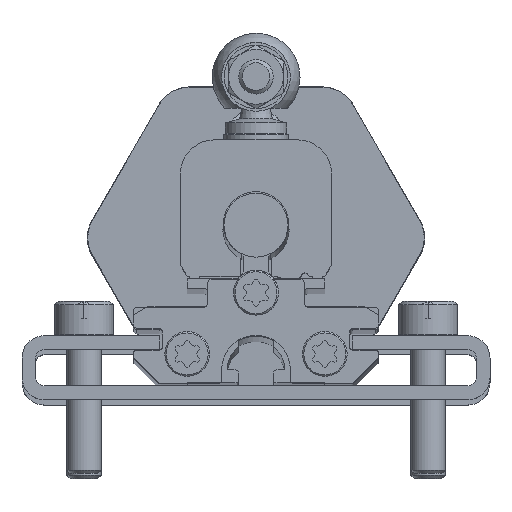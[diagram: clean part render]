
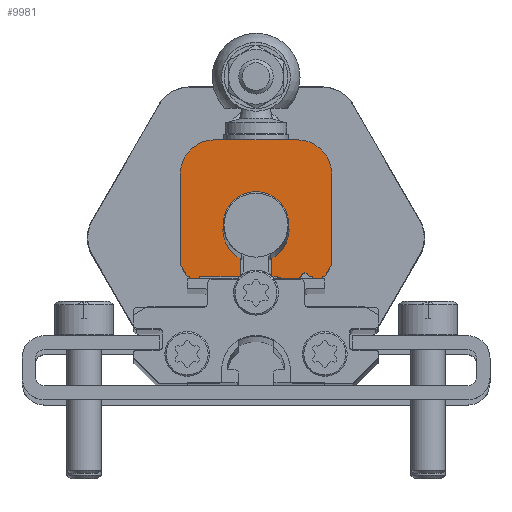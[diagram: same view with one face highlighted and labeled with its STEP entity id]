
A CAD part, top view. The second image highlights one B-rep face of the part: STEP entity #9981.
In plain terms, the highlighted planar face has unit normal (0, 0, 1).
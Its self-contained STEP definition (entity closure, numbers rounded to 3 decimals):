
#601=LINE('',#14886,#1253);
#631=LINE('',#14995,#1283);
#633=LINE('',#15000,#1285);
#637=LINE('',#15008,#1289);
#644=LINE('',#15025,#1296);
#645=LINE('',#15026,#1297);
#646=LINE('',#15028,#1298);
#647=LINE('',#15032,#1299);
#648=LINE('',#15036,#1300);
#649=LINE('',#15038,#1301);
#650=LINE('',#15040,#1302);
#651=LINE('',#15044,#1303);
#652=LINE('',#15046,#1304);
#653=LINE('',#15048,#1305);
#654=LINE('',#15050,#1306);
#655=LINE('',#15055,#1307);
#656=LINE('',#15057,#1308);
#657=LINE('',#15058,#1309);
#658=LINE('',#15062,#1310);
#659=LINE('',#15063,#1311);
#1253=VECTOR('',#12643,1000.);
#1283=VECTOR('',#12703,1000.);
#1285=VECTOR('',#12707,1000.);
#1289=VECTOR('',#12711,1000.);
#1296=VECTOR('',#12722,1000.);
#1297=VECTOR('',#12723,1000.);
#1298=VECTOR('',#12724,1000.);
#1299=VECTOR('',#12727,1000.);
#1300=VECTOR('',#12730,1000.);
#1301=VECTOR('',#12731,1000.);
#1302=VECTOR('',#12732,1000.);
#1303=VECTOR('',#12735,1000.);
#1304=VECTOR('',#12736,1000.);
#1305=VECTOR('',#12737,1000.);
#1306=VECTOR('',#12738,1000.);
#1307=VECTOR('',#12743,1000.);
#1308=VECTOR('',#12744,1000.);
#1309=VECTOR('',#12745,1000.);
#1310=VECTOR('',#12748,1000.);
#1311=VECTOR('',#12749,1000.);
#3199=ORIENTED_EDGE('',*,*,#4571,.F.);
#3200=ORIENTED_EDGE('',*,*,#4572,.F.);
#3201=ORIENTED_EDGE('',*,*,#4558,.T.);
#3202=ORIENTED_EDGE('',*,*,#4573,.T.);
#3203=ORIENTED_EDGE('',*,*,#4574,.T.);
#3204=ORIENTED_EDGE('',*,*,#4575,.T.);
#3205=ORIENTED_EDGE('',*,*,#4576,.T.);
#3206=ORIENTED_EDGE('',*,*,#4577,.F.);
#3207=ORIENTED_EDGE('',*,*,#4578,.T.);
#3208=ORIENTED_EDGE('',*,*,#4579,.T.);
#3209=ORIENTED_EDGE('',*,*,#4580,.T.);
#3210=ORIENTED_EDGE('',*,*,#4581,.T.);
#3211=ORIENTED_EDGE('',*,*,#4582,.T.);
#3212=ORIENTED_EDGE('',*,*,#4583,.T.);
#3213=ORIENTED_EDGE('',*,*,#4584,.T.);
#3214=ORIENTED_EDGE('',*,*,#4585,.T.);
#3215=ORIENTED_EDGE('',*,*,#4586,.T.);
#3216=ORIENTED_EDGE('',*,*,#4516,.T.);
#3217=ORIENTED_EDGE('',*,*,#4587,.T.);
#3218=ORIENTED_EDGE('',*,*,#4588,.T.);
#3219=ORIENTED_EDGE('',*,*,#4589,.T.);
#3220=ORIENTED_EDGE('',*,*,#4564,.T.);
#3221=ORIENTED_EDGE('',*,*,#4590,.T.);
#3222=ORIENTED_EDGE('',*,*,#4591,.T.);
#3223=ORIENTED_EDGE('',*,*,#4592,.T.);
#3224=ORIENTED_EDGE('',*,*,#4560,.T.);
#3225=ORIENTED_EDGE('',*,*,#4593,.F.);
#4516=EDGE_CURVE('',#5336,#5335,#601,.T.);
#4558=EDGE_CURVE('',#5360,#5367,#631,.T.);
#4560=EDGE_CURVE('',#5370,#5368,#633,.T.);
#4564=EDGE_CURVE('',#5374,#5373,#637,.T.);
#4571=EDGE_CURVE('',#5380,#5381,#5837,.T.);
#4572=EDGE_CURVE('',#5360,#5380,#644,.T.);
#4573=EDGE_CURVE('',#5367,#5382,#645,.T.);
#4574=EDGE_CURVE('',#5382,#5383,#646,.T.);
#4575=EDGE_CURVE('',#5383,#5384,#5838,.T.);
#4576=EDGE_CURVE('',#5384,#5385,#647,.T.);
#4577=EDGE_CURVE('',#5386,#5385,#5839,.T.);
#4578=EDGE_CURVE('',#5386,#5387,#648,.T.);
#4579=EDGE_CURVE('',#5387,#5388,#649,.T.);
#4580=EDGE_CURVE('',#5388,#5389,#650,.T.);
#4581=EDGE_CURVE('',#5389,#5390,#5840,.T.);
#4582=EDGE_CURVE('',#5390,#5391,#651,.T.);
#4583=EDGE_CURVE('',#5391,#5392,#652,.T.);
#4584=EDGE_CURVE('',#5392,#5393,#653,.T.);
#4585=EDGE_CURVE('',#5393,#5394,#654,.T.);
#4586=EDGE_CURVE('',#5394,#5336,#5841,.T.);
#4587=EDGE_CURVE('',#5335,#5395,#5842,.T.);
#4588=EDGE_CURVE('',#5395,#5396,#655,.T.);
#4589=EDGE_CURVE('',#5396,#5374,#656,.T.);
#4590=EDGE_CURVE('',#5373,#5397,#657,.T.);
#4591=EDGE_CURVE('',#5397,#5398,#5843,.T.);
#4592=EDGE_CURVE('',#5398,#5370,#658,.T.);
#4593=EDGE_CURVE('',#5381,#5368,#659,.T.);
#5335=VERTEX_POINT('',#14885);
#5336=VERTEX_POINT('',#14887);
#5360=VERTEX_POINT('',#14981);
#5367=VERTEX_POINT('',#14994);
#5368=VERTEX_POINT('',#14998);
#5370=VERTEX_POINT('',#15001);
#5373=VERTEX_POINT('',#15007);
#5374=VERTEX_POINT('',#15009);
#5380=VERTEX_POINT('',#15023);
#5381=VERTEX_POINT('',#15024);
#5382=VERTEX_POINT('',#15027);
#5383=VERTEX_POINT('',#15029);
#5384=VERTEX_POINT('',#15031);
#5385=VERTEX_POINT('',#15033);
#5386=VERTEX_POINT('',#15035);
#5387=VERTEX_POINT('',#15037);
#5388=VERTEX_POINT('',#15039);
#5389=VERTEX_POINT('',#15041);
#5390=VERTEX_POINT('',#15043);
#5391=VERTEX_POINT('',#15045);
#5392=VERTEX_POINT('',#15047);
#5393=VERTEX_POINT('',#15049);
#5394=VERTEX_POINT('',#15051);
#5395=VERTEX_POINT('',#15054);
#5396=VERTEX_POINT('',#15056);
#5397=VERTEX_POINT('',#15059);
#5398=VERTEX_POINT('',#15061);
#5837=CIRCLE('',#10758,4.81);
#5838=CIRCLE('',#10759,0.5);
#5839=CIRCLE('',#10760,0.5);
#5840=CIRCLE('',#10761,0.75);
#5841=CIRCLE('',#10762,5.);
#5842=CIRCLE('',#10763,5.);
#5843=CIRCLE('',#10764,0.75);
#6273=EDGE_LOOP('',(#3199,#3200,#3201,#3202,#3203,#3204,#3205,#3206,#3207,
#3208,#3209,#3210,#3211,#3212,#3213,#3214,#3215,#3216,#3217,#3218,#3219,
#3220,#3221,#3222,#3223,#3224,#3225));
#6788=FACE_BOUND('',#6273,.T.);
#7087=PLANE('',#10757);
#9981=ADVANCED_FACE('',(#6788),#7087,.T.);
#10757=AXIS2_PLACEMENT_3D('',#15021,#12718,#12719);
#10758=AXIS2_PLACEMENT_3D('',#15022,#12720,#12721);
#10759=AXIS2_PLACEMENT_3D('',#15030,#12725,#12726);
#10760=AXIS2_PLACEMENT_3D('',#15034,#12728,#12729);
#10761=AXIS2_PLACEMENT_3D('',#15042,#12733,#12734);
#10762=AXIS2_PLACEMENT_3D('',#15052,#12739,#12740);
#10763=AXIS2_PLACEMENT_3D('',#15053,#12741,#12742);
#10764=AXIS2_PLACEMENT_3D('',#15060,#12746,#12747);
#12643=DIRECTION('',(-1.,0.,0.));
#12703=DIRECTION('',(1.,0.,0.));
#12707=DIRECTION('',(1.,0.,0.));
#12711=DIRECTION('',(1.,0.,0.));
#12718=DIRECTION('',(0.,0.,1.));
#12719=DIRECTION('',(1.,0.,0.));
#12720=DIRECTION('',(0.,0.,1.));
#12721=DIRECTION('',(1.,0.,0.));
#12722=DIRECTION('',(0.,1.,0.));
#12723=DIRECTION('',(0.94,-0.342,0.));
#12724=DIRECTION('',(1.,0.,0.));
#12725=DIRECTION('',(0.,0.,1.));
#12726=DIRECTION('',(1.,0.,0.));
#12727=DIRECTION('',(0.5,0.866,0.));
#12728=DIRECTION('',(0.,0.,1.));
#12729=DIRECTION('',(1.,0.,0.));
#12730=DIRECTION('',(0.707,-0.707,0.));
#12731=DIRECTION('',(1.,0.,0.));
#12732=DIRECTION('',(0.,-1.,0.));
#12733=DIRECTION('',(0.,0.,1.));
#12734=DIRECTION('',(1.,0.,0.));
#12735=DIRECTION('',(0.,1.,0.));
#12736=DIRECTION('',(1.,0.,0.));
#12737=DIRECTION('',(0.5,0.866,0.));
#12738=DIRECTION('',(0.,1.,0.));
#12739=DIRECTION('',(0.,0.,1.));
#12740=DIRECTION('',(1.,0.,0.));
#12741=DIRECTION('',(0.,0.,1.));
#12742=DIRECTION('',(1.,0.,0.));
#12743=DIRECTION('',(0.,-1.,0.));
#12744=DIRECTION('',(0.5,-0.866,0.));
#12745=DIRECTION('',(0.,-1.,0.));
#12746=DIRECTION('',(0.,0.,1.));
#12747=DIRECTION('',(1.,0.,0.));
#12748=DIRECTION('',(0.,1.,0.));
#12749=DIRECTION('',(0.,-1.,0.));
#14885=CARTESIAN_POINT('',(-6.,19.8,20.));
#14886=CARTESIAN_POINT('',(6.,19.8,20.));
#14887=CARTESIAN_POINT('',(6.,19.8,20.));
#14981=CARTESIAN_POINT('',(2.265,0.,20.));
#14994=CARTESIAN_POINT('',(2.806,0.,20.));
#14995=CARTESIAN_POINT('',(-8.2,0.,20.));
#14998=CARTESIAN_POINT('',(-2.265,0.,20.));
#15000=CARTESIAN_POINT('',(-8.2,0.,20.));
#15001=CARTESIAN_POINT('',(-8.2,0.,20.));
#15007=CARTESIAN_POINT('',(-9.7,0.,20.));
#15008=CARTESIAN_POINT('',(-10.019,0.,20.));
#15009=CARTESIAN_POINT('',(-10.019,0.,20.));
#15021=CARTESIAN_POINT('',(-8.95,-0.21,20.));
#15022=CARTESIAN_POINT('',(0.,6.8,20.));
#15023=CARTESIAN_POINT('',(2.265,2.557,20.));
#15024=CARTESIAN_POINT('',(-2.265,2.557,20.));
#15025=CARTESIAN_POINT('',(2.265,0.,20.));
#15026=CARTESIAN_POINT('',(2.806,0.,20.));
#15027=CARTESIAN_POINT('',(4.18,-0.5,20.));
#15028=CARTESIAN_POINT('',(4.18,-0.5,20.));
#15029=CARTESIAN_POINT('',(5.938,-0.5,20.));
#15030=CARTESIAN_POINT('',(5.938,0.,20.));
#15031=CARTESIAN_POINT('',(6.371,-0.25,20.));
#15032=CARTESIAN_POINT('',(6.371,-0.25,20.));
#15033=CARTESIAN_POINT('',(6.637,0.21,20.));
#15034=CARTESIAN_POINT('',(7.07,-0.04,20.));
#15035=CARTESIAN_POINT('',(7.424,0.314,20.));
#15036=CARTESIAN_POINT('',(7.424,0.314,20.));
#15037=CARTESIAN_POINT('',(7.737,0.,20.));
#15038=CARTESIAN_POINT('',(7.737,0.,20.));
#15039=CARTESIAN_POINT('',(8.2,0.,20.));
#15040=CARTESIAN_POINT('',(8.2,0.,20.));
#15041=CARTESIAN_POINT('',(8.2,-0.21,20.));
#15042=CARTESIAN_POINT('',(8.95,-0.21,20.));
#15043=CARTESIAN_POINT('',(9.7,-0.21,20.));
#15044=CARTESIAN_POINT('',(9.7,-0.21,20.));
#15045=CARTESIAN_POINT('',(9.7,0.,20.));
#15046=CARTESIAN_POINT('',(9.7,0.,20.));
#15047=CARTESIAN_POINT('',(10.019,0.,20.));
#15048=CARTESIAN_POINT('',(10.019,0.,20.));
#15049=CARTESIAN_POINT('',(11.,1.7,20.));
#15050=CARTESIAN_POINT('',(11.,1.7,20.));
#15051=CARTESIAN_POINT('',(11.,14.8,20.));
#15052=CARTESIAN_POINT('',(6.,14.8,20.));
#15053=CARTESIAN_POINT('',(-6.,14.8,20.));
#15054=CARTESIAN_POINT('',(-11.,14.8,20.));
#15055=CARTESIAN_POINT('',(-11.,14.8,20.));
#15056=CARTESIAN_POINT('',(-11.,1.7,20.));
#15057=CARTESIAN_POINT('',(-11.,1.7,20.));
#15058=CARTESIAN_POINT('',(-9.7,0.,20.));
#15059=CARTESIAN_POINT('',(-9.7,-0.21,20.));
#15060=CARTESIAN_POINT('',(-8.95,-0.21,20.));
#15061=CARTESIAN_POINT('',(-8.2,-0.21,20.));
#15062=CARTESIAN_POINT('',(-8.2,-0.21,20.));
#15063=CARTESIAN_POINT('',(-2.265,2.557,20.));
